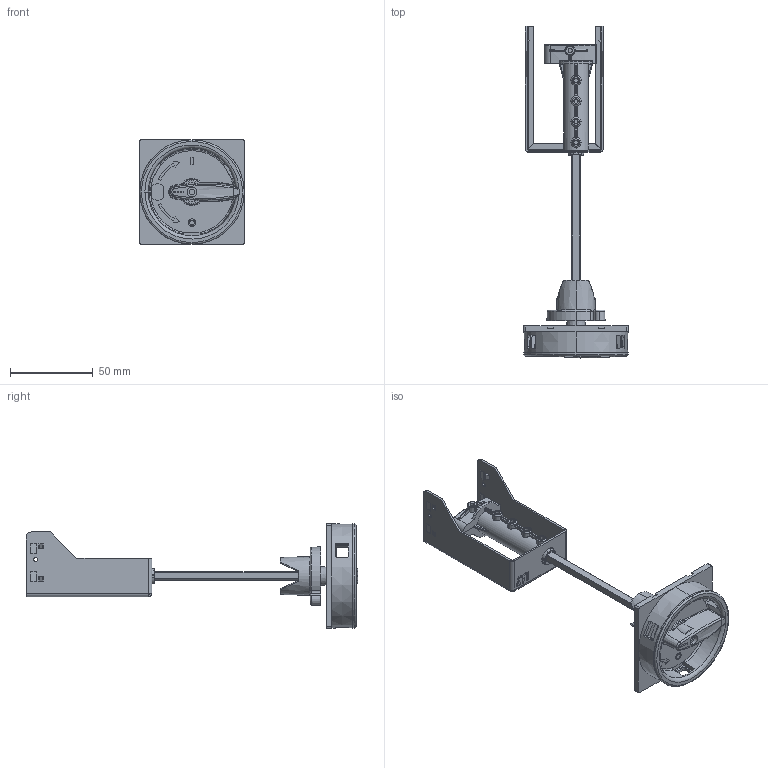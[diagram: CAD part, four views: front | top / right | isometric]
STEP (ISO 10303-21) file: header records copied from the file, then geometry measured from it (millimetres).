
FILE_DESCRIPTION((''),'2;1');
FILE_NAME('RMMP-130-RMMP-130E_ASM','2021-07-28T',('marketing.praksa'),('Audax d.o.o.'),'CREO PARAMETRIC BY PTC INC, 2017480','CREO PARAMETRIC BY PTC INC, 2017480','');
FILE_SCHEMA(('AUTOMOTIVE_DESIGN { 1 0 10303 214 1 1 1 1 }'));
Products named in the file (11): RMMP-130-RMMP-130E_1_1; RMMP-130-RMMP-130E_2_1_1; RMMP-130-RMMP-130E_2_1_2; RMMP-130-RMMP-130E_2_1_ASM; RMMP-130-RMMP-130E_3_1; RMMP-130-RMMP-130E_4_1; RMMP-130-RMMP-130E_5_1; RMMP-130-RMMP-130E_6_1; RMMP-130-RMMP-130E_7_1; PRT9543; RMMP-130-RMMP-130E_ASM
Assembly tree (10 placements, depth 3):
  RMMP-130-RMMP-130E_ASM
    RMMP-130-RMMP-130E_1_1
    RMMP-130-RMMP-130E_2_1_ASM
      RMMP-130-RMMP-130E_2_1_1
      RMMP-130-RMMP-130E_2_1_2
    RMMP-130-RMMP-130E_3_1
    RMMP-130-RMMP-130E_4_1
    RMMP-130-RMMP-130E_5_1
    RMMP-130-RMMP-130E_6_1
    RMMP-130-RMMP-130E_7_1
    PRT9543
Bounding box: 63.18 x 200.28 x 63.18 mm (x, y, z)
Volume: 37750.4 mm3; surface area: 54725.9 mm2
Topology: 10 solids, 18 shells, 1053 faces, 2773 edges, 1749 vertices
Faces by surface type: plane 407, cylinder 303, cone 128, bspline 93, torus 89, sphere 33
Entity records: 56748 total; most frequent: CARTESIAN_POINT 15343, ORIENTED_EDGE 5476, DIRECTION 4909, PRESENTATION_STYLE_ASSIGNMENT 3807, STYLED_ITEM 3807, CURVE_STYLE 2743, EDGE_CURVE 2743, AXIS2_PLACEMENT_3D 1886
